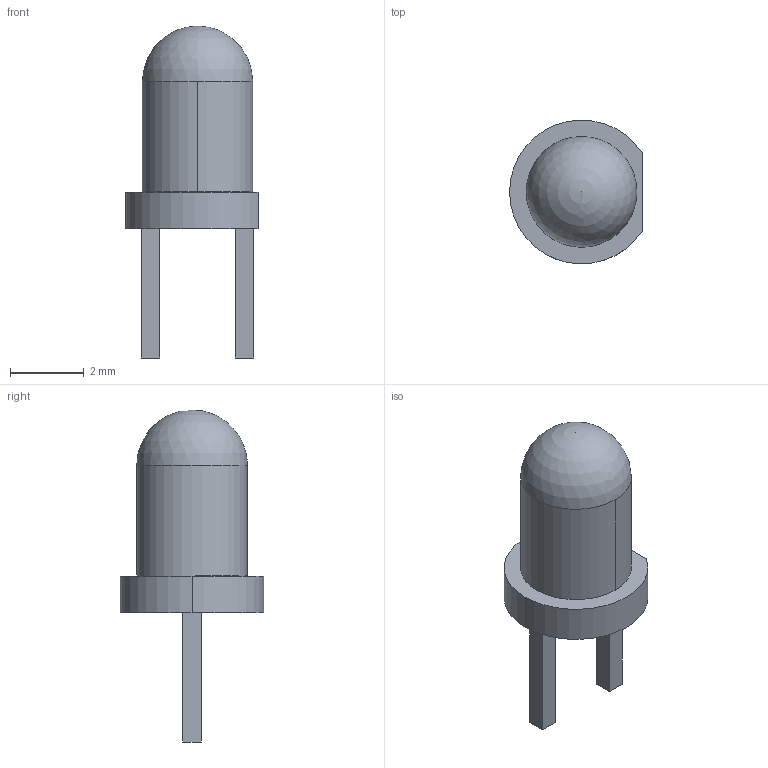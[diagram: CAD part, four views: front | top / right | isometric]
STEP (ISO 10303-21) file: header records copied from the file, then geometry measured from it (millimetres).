
FILE_DESCRIPTION (( 'STEP AP214' ), '1' );
FILE_NAME ('LED-TH-3mm_R.step', '2022-07-08T13:06:40', ( '' ), ( '' ), 'SwSTEP 2.0', 'SolidWorks 2020', '' );
FILE_SCHEMA (( 'AUTOMOTIVE_DESIGN' ));
Length unit declared in the file: millimetre
Products named in the file (1): LED-TH-3mm_R
Bounding box: 3.6 x 3.9 x 9 mm (x, y, z)
Volume: 44.4 mm3; surface area: 123 mm2
Topology: 4 solids, 4 shells, 268 faces, 719 edges, 479 vertices
Faces by surface type: plane 159, bspline 100, cylinder 6, cone 2, sphere 1
Entity records: 12116 total; most frequent: CARTESIAN_POINT 3086, ORIENTED_EDGE 1434, DIRECTION 867, EDGE_CURVE 717, LINE 493, VECTOR 493, VERTEX_POINT 478, EDGE_LOOP 289
